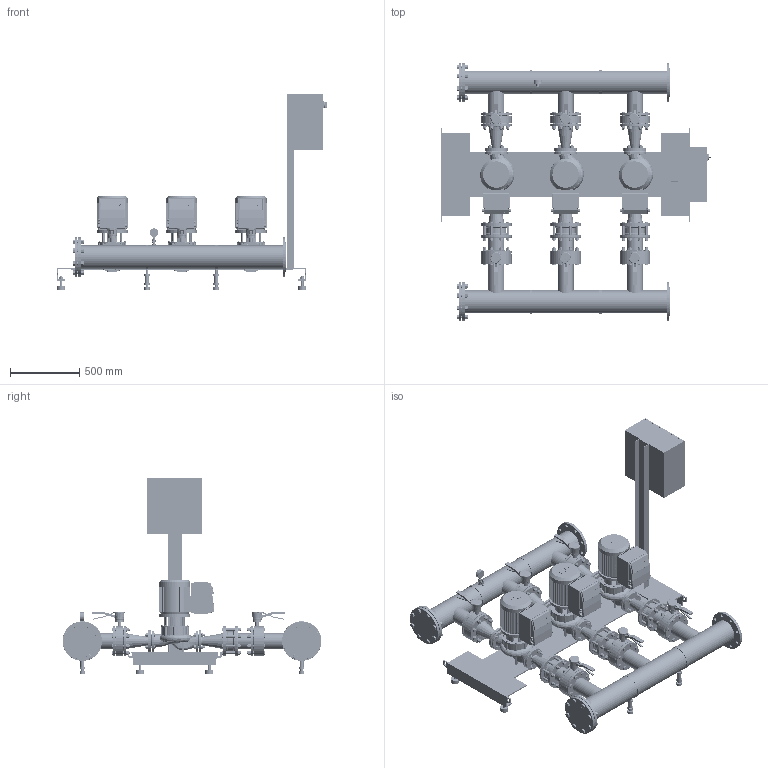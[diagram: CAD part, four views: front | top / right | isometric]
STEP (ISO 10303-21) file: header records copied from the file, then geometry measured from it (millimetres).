
FILE_DESCRIPTION((''),'2;1');
FILE_NAME('3d_SiFlux-21-IP-E50_150-4_2-SC-10-T4-4189223.stp','2015-07-31T10:16:15',(''),(''),'Mechanical Desktop 2009','Mechanical Desktop 2009',', , ');
FILE_SCHEMA(('CONFIG_CONTROL_DESIGN'));
Length unit declared in the file: millimetre
Products named in the file (1): Product
Bounding box: 1950 x 1867 x 1409 mm (x, y, z)
Volume: 255596377.1 mm3; surface area: 15884651.9 mm2
Topology: 393 solids, 393 shells, 9073 faces, 21186 edges, 13135 vertices
Faces by surface type: bspline 3396, plane 2684, cylinder 1587, cone 1175, torus 173, sphere 58
Full cylindrical faces by diameter (mm): 15 x6, 175.1 x4
Entity records: 299830 total; most frequent: CARTESIAN_POINT 110310, ORIENTED_EDGE 42208, DIRECTION 36121, EDGE_CURVE 21104, AXIS2_PLACEMENT_3D 13792, VERTEX_POINT 13123, EDGE_LOOP 10179, FACE_OUTER_BOUND 9073
